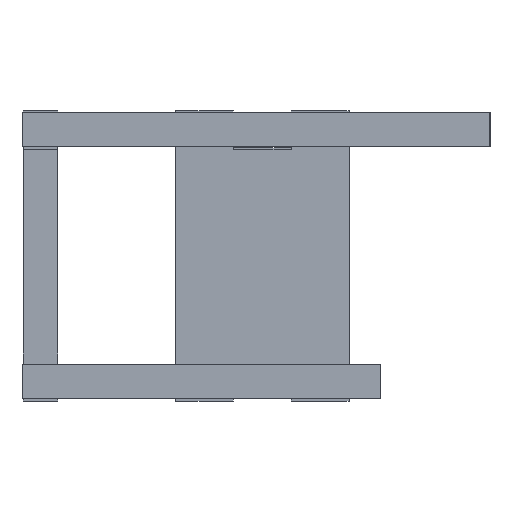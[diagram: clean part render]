
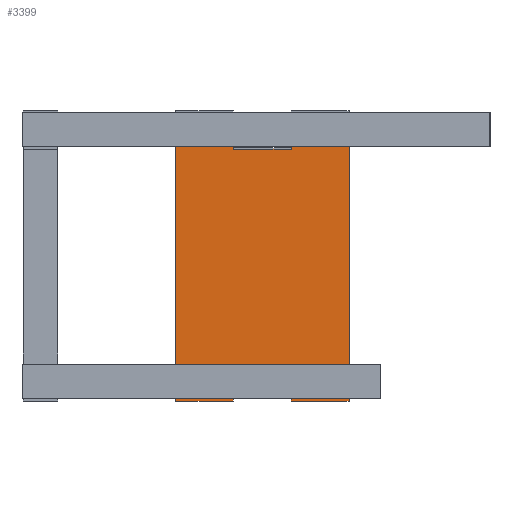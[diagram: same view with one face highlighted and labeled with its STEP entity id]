
A CAD part, left-side view. The second image highlights one B-rep face of the part: STEP entity #3399.
In plain terms, the highlighted face is planar.
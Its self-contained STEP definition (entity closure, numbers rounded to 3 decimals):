
#227=PLANE('',#3624);
#387=FACE_OUTER_BOUND('',#583,.T.);
#583=EDGE_LOOP('',(#3087,#3088,#3089,#3090,#3091,#3092,#3093,#3094,#3095,
#3096,#3097,#3098));
#973=LINE('',#5239,#1425);
#976=LINE('',#5245,#1428);
#979=LINE('',#5251,#1431);
#982=LINE('',#5257,#1434);
#985=LINE('',#5263,#1437);
#988=LINE('',#5269,#1440);
#991=LINE('',#5275,#1443);
#994=LINE('',#5281,#1446);
#997=LINE('',#5287,#1449);
#1000=LINE('',#5293,#1452);
#1003=LINE('',#5299,#1455);
#1006=LINE('',#5303,#1458);
#1425=VECTOR('',#4296,10.);
#1428=VECTOR('',#4301,10.);
#1431=VECTOR('',#4306,10.);
#1434=VECTOR('',#4311,10.);
#1437=VECTOR('',#4316,10.);
#1440=VECTOR('',#4321,10.);
#1443=VECTOR('',#4326,10.);
#1446=VECTOR('',#4331,10.);
#1449=VECTOR('',#4336,10.);
#1452=VECTOR('',#4341,10.);
#1455=VECTOR('',#4346,10.);
#1458=VECTOR('',#4351,10.);
#1781=VERTEX_POINT('',#5236);
#1782=VERTEX_POINT('',#5238);
#1784=VERTEX_POINT('',#5244);
#1786=VERTEX_POINT('',#5250);
#1788=VERTEX_POINT('',#5256);
#1790=VERTEX_POINT('',#5262);
#1792=VERTEX_POINT('',#5268);
#1794=VERTEX_POINT('',#5274);
#1796=VERTEX_POINT('',#5280);
#1798=VERTEX_POINT('',#5286);
#1800=VERTEX_POINT('',#5292);
#1802=VERTEX_POINT('',#5298);
#2213=EDGE_CURVE('',#1782,#1781,#973,.T.);
#2216=EDGE_CURVE('',#1784,#1782,#976,.T.);
#2219=EDGE_CURVE('',#1786,#1784,#979,.T.);
#2222=EDGE_CURVE('',#1788,#1786,#982,.T.);
#2225=EDGE_CURVE('',#1790,#1788,#985,.T.);
#2228=EDGE_CURVE('',#1792,#1790,#988,.T.);
#2231=EDGE_CURVE('',#1794,#1792,#991,.T.);
#2234=EDGE_CURVE('',#1796,#1794,#994,.T.);
#2237=EDGE_CURVE('',#1798,#1796,#997,.T.);
#2240=EDGE_CURVE('',#1800,#1798,#1000,.T.);
#2243=EDGE_CURVE('',#1802,#1800,#1003,.T.);
#2246=EDGE_CURVE('',#1781,#1802,#1006,.T.);
#3087=ORIENTED_EDGE('',*,*,#2246,.T.);
#3088=ORIENTED_EDGE('',*,*,#2243,.T.);
#3089=ORIENTED_EDGE('',*,*,#2240,.T.);
#3090=ORIENTED_EDGE('',*,*,#2237,.T.);
#3091=ORIENTED_EDGE('',*,*,#2234,.T.);
#3092=ORIENTED_EDGE('',*,*,#2231,.T.);
#3093=ORIENTED_EDGE('',*,*,#2228,.T.);
#3094=ORIENTED_EDGE('',*,*,#2225,.T.);
#3095=ORIENTED_EDGE('',*,*,#2222,.T.);
#3096=ORIENTED_EDGE('',*,*,#2219,.T.);
#3097=ORIENTED_EDGE('',*,*,#2216,.T.);
#3098=ORIENTED_EDGE('',*,*,#2213,.T.);
#3399=ADVANCED_FACE('',(#387),#227,.T.);
#3624=AXIS2_PLACEMENT_3D('',#5304,#4352,#4353);
#4296=DIRECTION('',(1.,0.,0.));
#4301=DIRECTION('',(0.,1.,0.));
#4306=DIRECTION('',(-1.,0.,0.));
#4311=DIRECTION('',(0.,1.,0.));
#4316=DIRECTION('',(1.,0.,0.));
#4321=DIRECTION('',(0.,-1.,0.));
#4326=DIRECTION('',(-1.,0.,0.));
#4331=DIRECTION('',(0.,-1.,0.));
#4336=DIRECTION('',(1.,0.,0.));
#4341=DIRECTION('',(0.,-1.,0.));
#4346=DIRECTION('',(-1.,0.,0.));
#4351=DIRECTION('',(0.,1.,0.));
#4352=DIRECTION('center_axis',(0.,0.,1.));
#4353=DIRECTION('ref_axis',(1.,0.,0.));
#5236=CARTESIAN_POINT('',(-10.,15.,8.));
#5238=CARTESIAN_POINT('',(-13.2,15.,8.));
#5239=CARTESIAN_POINT('',(-10.,15.,8.));
#5244=CARTESIAN_POINT('',(-13.2,10.,8.));
#5245=CARTESIAN_POINT('',(-13.2,15.,8.));
#5250=CARTESIAN_POINT('',(-10.,10.,8.));
#5251=CARTESIAN_POINT('',(-13.2,10.,8.));
#5256=CARTESIAN_POINT('',(-10.,5.,8.));
#5257=CARTESIAN_POINT('',(-10.,5.,8.));
#5262=CARTESIAN_POINT('',(-35.,5.,8.));
#5263=CARTESIAN_POINT('',(-22.5,5.,8.));
#5268=CARTESIAN_POINT('',(-35.,10.,8.));
#5269=CARTESIAN_POINT('',(-35.,5.,8.));
#5274=CARTESIAN_POINT('',(-31.8,10.,8.));
#5275=CARTESIAN_POINT('',(-31.8,10.,8.));
#5280=CARTESIAN_POINT('',(-31.8,15.,8.));
#5281=CARTESIAN_POINT('',(-31.8,15.,8.));
#5286=CARTESIAN_POINT('',(-35.,15.,8.));
#5287=CARTESIAN_POINT('',(-35.,15.,8.));
#5292=CARTESIAN_POINT('',(-35.,20.,8.));
#5293=CARTESIAN_POINT('',(-35.,15.,8.));
#5298=CARTESIAN_POINT('',(-10.,20.,8.));
#5299=CARTESIAN_POINT('',(-10.,20.,8.));
#5303=CARTESIAN_POINT('',(-10.,15.,8.));
#5304=CARTESIAN_POINT('Origin',(-22.5,12.5,8.));
